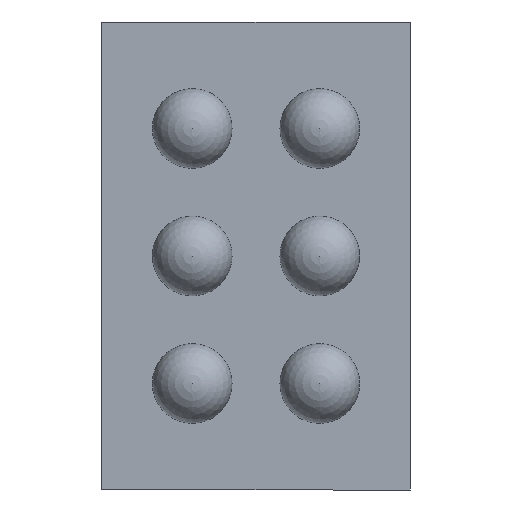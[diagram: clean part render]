
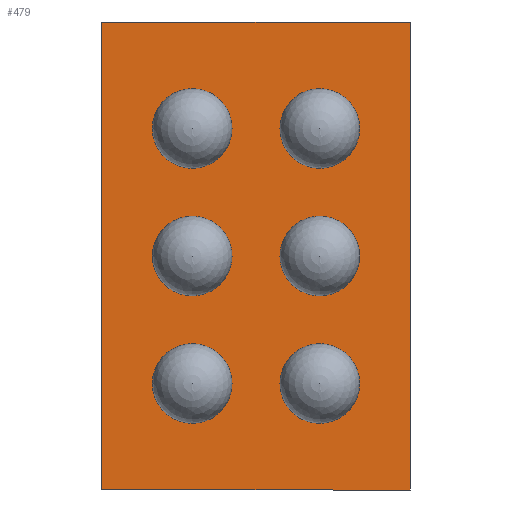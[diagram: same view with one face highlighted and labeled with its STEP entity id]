
A CAD part, front view. The second image highlights one B-rep face of the part: STEP entity #479.
In plain terms, the highlighted planar face has unit normal (0, -1, 0).
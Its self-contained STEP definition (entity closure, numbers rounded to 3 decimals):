
#6 = DIRECTION ( 'NONE',  ( 0., 0., -1. ) ) ;
#21 = EDGE_CURVE ( 'NONE', #338, #261, #683, .T. ) ;
#44 = VECTOR ( 'NONE', #85, 1000. ) ;
#45 = ORIENTED_EDGE ( 'NONE', *, *, #251, .F. ) ;
#65 = VECTOR ( 'NONE', #316, 1000. ) ;
#79 = DIRECTION ( 'NONE',  ( 0., 0., -1. ) ) ;
#85 = DIRECTION ( 'NONE',  ( 1., 0., 0. ) ) ;
#136 = CARTESIAN_POINT ( 'NONE',  ( -0.484, 0.19, -0.734 ) ) ;
#199 = CARTESIAN_POINT ( 'NONE',  ( -0.484, 0.19, 0.734 ) ) ;
#202 = CARTESIAN_POINT ( 'NONE',  ( 0., 0.19, 0. ) ) ;
#220 = VERTEX_POINT ( 'NONE', #385 ) ;
#232 = CARTESIAN_POINT ( 'NONE',  ( -0.484, 0.19, 0.734 ) ) ;
#251 = EDGE_CURVE ( 'NONE', #220, #317, #529, .T. ) ;
#261 = VERTEX_POINT ( 'NONE', #232 ) ;
#291 = LINE ( 'NONE', #199, #44 ) ;
#316 = DIRECTION ( 'NONE',  ( 0., 0., 1. ) ) ;
#317 = VERTEX_POINT ( 'NONE', #353 ) ;
#338 = VERTEX_POINT ( 'NONE', #461 ) ;
#339 = CARTESIAN_POINT ( 'NONE',  ( 0.484, 0.19, 0.734 ) ) ;
#346 = VECTOR ( 'NONE', #6, 1000. ) ;
#353 = CARTESIAN_POINT ( 'NONE',  ( 0.484, 0.19, -0.734 ) ) ;
#365 = DIRECTION ( 'NONE',  ( -1., 0., 0. ) ) ;
#371 = CARTESIAN_POINT ( 'NONE',  ( -0.484, 0.19, 0.734 ) ) ;
#385 = CARTESIAN_POINT ( 'NONE',  ( 0.484, 0.19, 0.734 ) ) ;
#389 = ORIENTED_EDGE ( 'NONE', *, *, #558, .F. ) ;
#424 = FACE_OUTER_BOUND ( 'NONE', #631, .T. ) ;
#433 = VECTOR ( 'NONE', #365, 1000. ) ;
#461 = CARTESIAN_POINT ( 'NONE',  ( -0.484, 0.19, -0.734 ) ) ;
#468 = DIRECTION ( 'NONE',  ( 0., -1., 0. ) ) ;
#479 = ADVANCED_FACE ( 'NONE', ( #424 ), #576, .T. ) ;
#499 = LINE ( 'NONE', #136, #433 ) ;
#529 = LINE ( 'NONE', #339, #346 ) ;
#540 = AXIS2_PLACEMENT_3D ( 'NONE', #202, #468, #79 ) ;
#543 = EDGE_CURVE ( 'NONE', #317, #338, #499, .T. ) ;
#558 = EDGE_CURVE ( 'NONE', #261, #220, #291, .T. ) ;
#576 = PLANE ( 'NONE',  #540 ) ;
#631 = EDGE_LOOP ( 'NONE', ( #45, #389, #633, #684 ) ) ;
#633 = ORIENTED_EDGE ( 'NONE', *, *, #21, .F. ) ;
#683 = LINE ( 'NONE', #371, #65 ) ;
#684 = ORIENTED_EDGE ( 'NONE', *, *, #543, .F. ) ;
